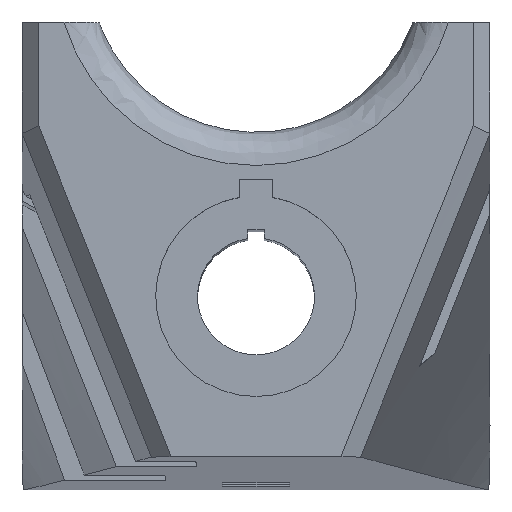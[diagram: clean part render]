
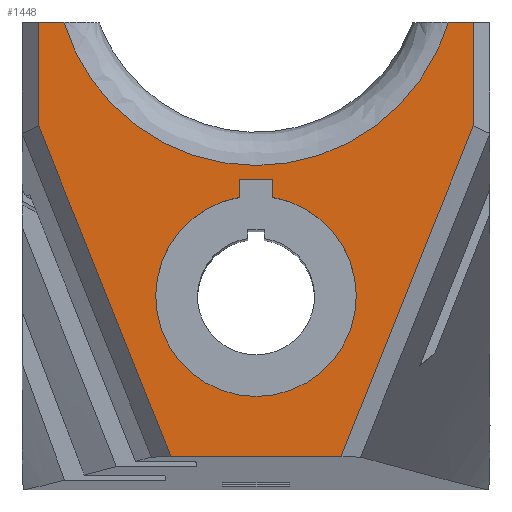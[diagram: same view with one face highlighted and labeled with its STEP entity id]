
A CAD part, top view. The second image highlights one B-rep face of the part: STEP entity #1448.
In plain terms, the highlighted planar face has unit normal (0, 0, 1).
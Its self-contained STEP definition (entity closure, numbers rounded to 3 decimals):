
#16=FACE_BOUND('',#213,.T.);
#25=ELLIPSE('',#1559,6.017,6.);
#59=B_SPLINE_CURVE_WITH_KNOTS('',3,(#2346,#2347,#2348,#2349),
 .UNSPECIFIED.,.F.,.F.,(4,4),(-0.991,-0.001),
 .UNSPECIFIED.);
#60=B_SPLINE_CURVE_WITH_KNOTS('',3,(#2358,#2359,#2360,#2361),
 .UNSPECIFIED.,.F.,.F.,(4,4),(-0.999,-0.009),
 .UNSPECIFIED.);
#94=CIRCLE('',#1560,3.);
#137=FACE_OUTER_BOUND('',#212,.T.);
#212=EDGE_LOOP('',(#1084,#1085,#1086,#1087,#1088,#1089,#1090,#1091));
#213=EDGE_LOOP('',(#1092,#1093,#1094,#1095));
#338=LINE('',#2246,#487);
#349=LINE('',#2350,#498);
#350=LINE('',#2354,#499);
#351=LINE('',#2356,#500);
#352=LINE('',#2362,#501);
#353=LINE('',#2367,#502);
#354=LINE('',#2369,#503);
#355=LINE('',#2370,#504);
#487=VECTOR('',#1760,10.);
#498=VECTOR('',#1775,10.);
#499=VECTOR('',#1778,10.);
#500=VECTOR('',#1779,10.);
#501=VECTOR('',#1780,10.);
#502=VECTOR('',#1783,10.);
#503=VECTOR('',#1784,10.);
#504=VECTOR('',#1785,10.);
#647=VERTEX_POINT('',#2232);
#648=VERTEX_POINT('',#2245);
#659=VERTEX_POINT('',#2344);
#660=VERTEX_POINT('',#2345);
#661=VERTEX_POINT('',#2351);
#662=VERTEX_POINT('',#2353);
#663=VERTEX_POINT('',#2355);
#664=VERTEX_POINT('',#2357);
#665=VERTEX_POINT('',#2363);
#666=VERTEX_POINT('',#2364);
#667=VERTEX_POINT('',#2366);
#668=VERTEX_POINT('',#2368);
#809=EDGE_CURVE('',#648,#647,#338,.T.);
#828=EDGE_CURVE('',#659,#660,#59,.T.);
#829=EDGE_CURVE('',#648,#659,#349,.T.);
#830=EDGE_CURVE('',#661,#647,#25,.T.);
#831=EDGE_CURVE('',#661,#662,#350,.T.);
#832=EDGE_CURVE('',#663,#662,#351,.T.);
#833=EDGE_CURVE('',#664,#663,#60,.T.);
#834=EDGE_CURVE('',#664,#660,#352,.F.);
#835=EDGE_CURVE('',#665,#666,#94,.T.);
#836=EDGE_CURVE('',#666,#667,#353,.T.);
#837=EDGE_CURVE('',#667,#668,#354,.T.);
#838=EDGE_CURVE('',#668,#665,#355,.T.);
#1084=ORIENTED_EDGE('',*,*,#828,.F.);
#1085=ORIENTED_EDGE('',*,*,#829,.F.);
#1086=ORIENTED_EDGE('',*,*,#809,.T.);
#1087=ORIENTED_EDGE('',*,*,#830,.F.);
#1088=ORIENTED_EDGE('',*,*,#831,.T.);
#1089=ORIENTED_EDGE('',*,*,#832,.F.);
#1090=ORIENTED_EDGE('',*,*,#833,.F.);
#1091=ORIENTED_EDGE('',*,*,#834,.T.);
#1092=ORIENTED_EDGE('',*,*,#835,.T.);
#1093=ORIENTED_EDGE('',*,*,#836,.T.);
#1094=ORIENTED_EDGE('',*,*,#837,.T.);
#1095=ORIENTED_EDGE('',*,*,#838,.T.);
#1386=PLANE('',#1558);
#1448=ADVANCED_FACE('',(#137,#16),#1386,.T.);
#1558=AXIS2_PLACEMENT_3D('',#2343,#1773,#1774);
#1559=AXIS2_PLACEMENT_3D('',#2352,#1776,#1777);
#1560=AXIS2_PLACEMENT_3D('',#2365,#1781,#1782);
#1760=DIRECTION('',(-1.,0.,0.));
#1773=DIRECTION('center_axis',(0.,0.,1.));
#1774=DIRECTION('ref_axis',(1.,0.,0.));
#1775=DIRECTION('',(0.,-1.,0.));
#1776=DIRECTION('center_axis',(0.,0.,1.));
#1777=DIRECTION('ref_axis',(0.,-1.,0.));
#1778=DIRECTION('',(-1.,0.,0.));
#1779=DIRECTION('',(0.,1.,0.));
#1780=DIRECTION('',(-1.,0.,0.));
#1781=DIRECTION('center_axis',(0.,0.,-1.));
#1782=DIRECTION('ref_axis',(1.,0.,0.));
#1783=DIRECTION('',(0.,1.,0.));
#1784=DIRECTION('',(1.,0.,0.));
#1785=DIRECTION('',(0.,-1.,0.));
#2232=CARTESIAN_POINT('',(5.747,8.2,37.));
#2245=CARTESIAN_POINT('',(6.5,8.2,37.));
#2246=CARTESIAN_POINT('',(-3.5,8.2,37.));
#2343=CARTESIAN_POINT('Origin',(0.,2.975,37.));
#2344=CARTESIAN_POINT('',(6.5,5.096,37.));
#2345=CARTESIAN_POINT('',(2.541,-4.8,37.));
#2346=CARTESIAN_POINT('Ctrl Pts',(6.5,5.096,37.));
#2347=CARTESIAN_POINT('Ctrl Pts',(5.18,1.797,37.));
#2348=CARTESIAN_POINT('Ctrl Pts',(3.861,-1.501,37.));
#2349=CARTESIAN_POINT('Ctrl Pts',(2.541,-4.8,37.));
#2350=CARTESIAN_POINT('',(6.5,0.113,37.));
#2351=CARTESIAN_POINT('',(-5.747,8.2,37.));
#2352=CARTESIAN_POINT('Origin',(0.,9.928,37.));
#2353=CARTESIAN_POINT('',(-6.5,8.2,37.));
#2354=CARTESIAN_POINT('',(-3.5,8.2,37.));
#2355=CARTESIAN_POINT('',(-6.5,5.096,37.));
#2356=CARTESIAN_POINT('',(-6.5,6.088,37.));
#2357=CARTESIAN_POINT('',(-2.541,-4.8,37.));
#2358=CARTESIAN_POINT('Ctrl Pts',(-2.541,-4.8,37.));
#2359=CARTESIAN_POINT('Ctrl Pts',(-3.861,-1.501,37.));
#2360=CARTESIAN_POINT('Ctrl Pts',(-5.18,1.797,37.));
#2361=CARTESIAN_POINT('Ctrl Pts',(-6.5,5.096,37.));
#2362=CARTESIAN_POINT('',(-3.5,-4.8,37.));
#2363=CARTESIAN_POINT('',(0.5,2.958,37.));
#2364=CARTESIAN_POINT('',(-0.5,2.958,37.));
#2365=CARTESIAN_POINT('Origin',(0.,0.,37.));
#2366=CARTESIAN_POINT('',(-0.5,3.5,37.));
#2367=CARTESIAN_POINT('',(-0.5,2.967,37.));
#2368=CARTESIAN_POINT('',(0.5,3.5,37.));
#2369=CARTESIAN_POINT('',(-0.25,3.5,37.));
#2370=CARTESIAN_POINT('',(0.5,3.238,37.));
